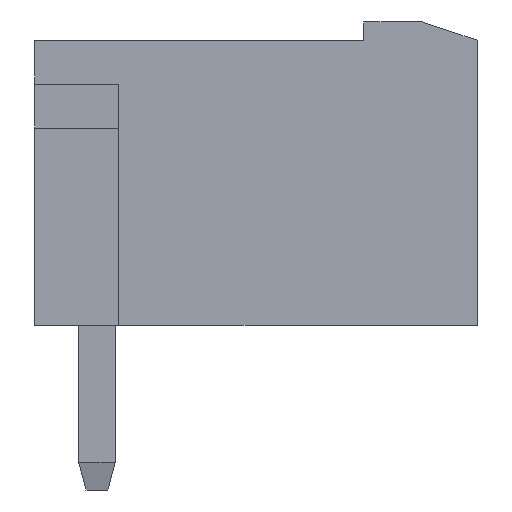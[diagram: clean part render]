
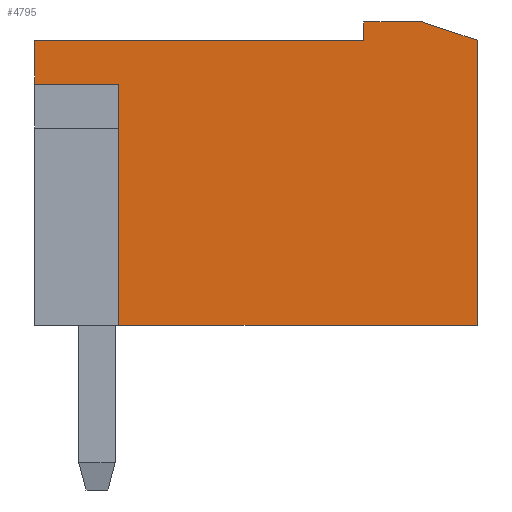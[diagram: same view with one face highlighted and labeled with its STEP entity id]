
A CAD part, left-side view. The second image highlights one B-rep face of the part: STEP entity #4795.
In plain terms, the highlighted planar face has unit normal (-1, 0, 0).
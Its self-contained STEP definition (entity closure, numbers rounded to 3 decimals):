
#282=FACE_OUTER_BOUND('',#560,.T.);
#560=EDGE_LOOP('',(#3923,#3924,#3925,#3926,#3927,#3928,#3929,#3930,#3931));
#884=LINE('',#6845,#1493);
#910=LINE('',#6902,#1519);
#916=LINE('',#6913,#1525);
#1008=LINE('',#7108,#1617);
#1018=LINE('',#7128,#1627);
#1109=LINE('',#7374,#1718);
#1112=LINE('',#7379,#1721);
#1122=LINE('',#7393,#1731);
#1124=LINE('',#7397,#1733);
#1493=VECTOR('',#5598,9.);
#1519=VECTOR('',#5646,1.581);
#1525=VECTOR('',#5658,7.8);
#1617=VECTOR('',#5808,6.6);
#1627=VECTOR('',#5826,2.3);
#1718=VECTOR('',#6037,0.5);
#1721=VECTOR('',#6042,1.6);
#1731=VECTOR('',#6060,1.2);
#1733=VECTOR('',#6066,9.8);
#2016=VERTEX_POINT('',#6842);
#2017=VERTEX_POINT('',#6844);
#2036=VERTEX_POINT('',#6899);
#2037=VERTEX_POINT('',#6901);
#2039=VERTEX_POINT('',#6912);
#2112=VERTEX_POINT('',#7105);
#2113=VERTEX_POINT('',#7107);
#2119=VERTEX_POINT('',#7127);
#2196=VERTEX_POINT('',#7373);
#2523=EDGE_CURVE('',#2016,#2017,#884,.T.);
#2549=EDGE_CURVE('',#2036,#2037,#910,.T.);
#2555=EDGE_CURVE('',#2037,#2039,#916,.T.);
#2650=EDGE_CURVE('',#2112,#2113,#1008,.T.);
#2660=EDGE_CURVE('',#2113,#2119,#1018,.T.);
#2772=EDGE_CURVE('',#2017,#2196,#1109,.T.);
#2775=EDGE_CURVE('',#2196,#2036,#1112,.T.);
#2785=EDGE_CURVE('',#2119,#2016,#1122,.T.);
#2787=EDGE_CURVE('',#2112,#2039,#1124,.T.);
#3923=ORIENTED_EDGE('',*,*,#2523,.F.);
#3924=ORIENTED_EDGE('',*,*,#2785,.F.);
#3925=ORIENTED_EDGE('',*,*,#2660,.F.);
#3926=ORIENTED_EDGE('',*,*,#2650,.F.);
#3927=ORIENTED_EDGE('',*,*,#2787,.T.);
#3928=ORIENTED_EDGE('',*,*,#2555,.F.);
#3929=ORIENTED_EDGE('',*,*,#2549,.F.);
#3930=ORIENTED_EDGE('',*,*,#2775,.F.);
#3931=ORIENTED_EDGE('',*,*,#2772,.F.);
#4358=PLANE('',#5068);
#4795=ADVANCED_FACE('',(#282),#4358,.T.);
#5068=AXIS2_PLACEMENT_3D('',#7398,#6067,#6068);
#5598=DIRECTION('',(0.,-1.,0.));
#5646=DIRECTION('',(0.,-0.949,-0.316));
#5658=DIRECTION('',(0.,0.,-1.));
#5808=DIRECTION('',(0.,0.,1.));
#5826=DIRECTION('',(0.,1.,0.));
#6037=DIRECTION('',(0.,0.,1.));
#6042=DIRECTION('',(0.,-1.,0.));
#6060=DIRECTION('',(0.,0.,1.));
#6066=DIRECTION('',(0.,-1.,0.));
#6067=DIRECTION('center_axis',(-1.,0.,0.));
#6068=DIRECTION('ref_axis',(0.,0.,-1.));
#6842=CARTESIAN_POINT('',(-8.22,1.7,7.8));
#6844=CARTESIAN_POINT('',(-8.22,-7.3,7.8));
#6845=CARTESIAN_POINT('',(-8.22,-0.6,7.8));
#6899=CARTESIAN_POINT('',(-8.22,-8.9,8.3));
#6901=CARTESIAN_POINT('',(-8.22,-10.4,7.8));
#6902=CARTESIAN_POINT('',(-8.22,-8.428,8.458));
#6912=CARTESIAN_POINT('',(-8.22,-10.4,0.));
#6913=CARTESIAN_POINT('',(-8.22,-10.4,7.8));
#7105=CARTESIAN_POINT('',(-8.22,-0.6,0.));
#7107=CARTESIAN_POINT('',(-8.22,-0.6,6.6));
#7108=CARTESIAN_POINT('',(-8.22,-0.6,0.));
#7127=CARTESIAN_POINT('',(-8.22,1.7,6.6));
#7128=CARTESIAN_POINT('',(-8.22,-0.6,6.6));
#7373=CARTESIAN_POINT('',(-8.22,-7.3,8.3));
#7374=CARTESIAN_POINT('',(-8.22,-7.3,7.875));
#7379=CARTESIAN_POINT('',(-8.22,-7.4,8.3));
#7393=CARTESIAN_POINT('',(-8.22,1.7,6.6));
#7397=CARTESIAN_POINT('',(-8.22,-0.6,0.));
#7398=CARTESIAN_POINT('Origin',(-8.22,-0.6,7.8));
